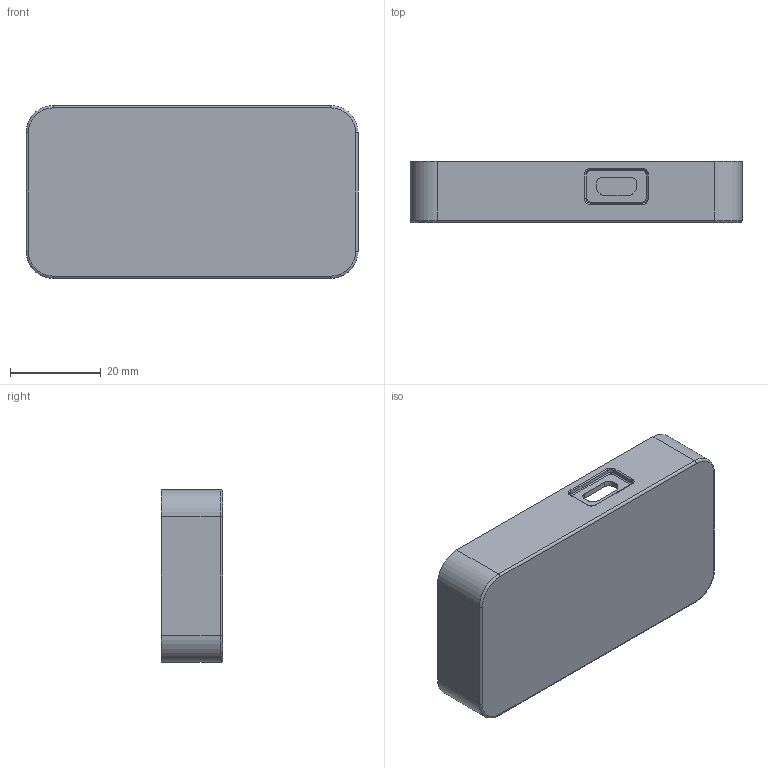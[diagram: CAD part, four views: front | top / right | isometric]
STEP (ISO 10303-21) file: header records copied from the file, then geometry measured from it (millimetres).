
FILE_DESCRIPTION (( 'STEP AP214' ), '1' );
FILE_NAME ('ChatterSync Enclosure Bottom.STEP', '2023-08-29T21:33:24', ( '' ), ( '' ), 'SwSTEP 2.0', 'SolidWorks 2023', '' );
FILE_SCHEMA (( 'AUTOMOTIVE_DESIGN' ));
Length unit declared in the file: millimetre
Products named in the file (1): ChatterSync Enclosure Bottom
Bounding box: 73 x 13.43 x 38 mm (x, y, z)
Volume: 12524 mm3; surface area: 10581.7 mm2
Topology: 1 solids, 1 shells, 111 faces, 276 edges, 176 vertices
Faces by surface type: plane 53, cylinder 46, torus 12
Entity records: 3329 total; most frequent: DIRECTION 604, CARTESIAN_POINT 564, ORIENTED_EDGE 552, EDGE_CURVE 276, AXIS2_PLACEMENT_3D 216, VERTEX_POINT 176, VECTOR 172, LINE 172
